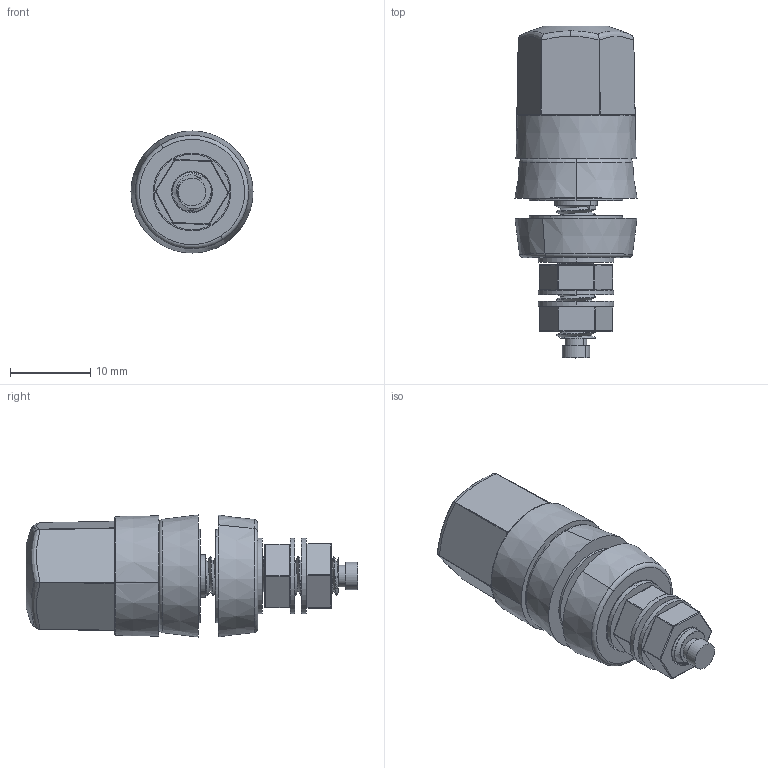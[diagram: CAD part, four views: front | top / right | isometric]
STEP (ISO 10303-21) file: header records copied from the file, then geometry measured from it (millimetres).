
FILE_DESCRIPTION(('FreeCAD Model'),'2;1');
FILE_NAME('Open CASCADE Shape Model','2025-04-30T05:54:35',('FreeCAD'),( 'FreeCAD'),'Open CASCADE STEP processor 7.6','FreeCAD','Unknown');
FILE_SCHEMA(('AUTOMOTIVE_DESIGN { 1 0 10303 214 1 1 1 1 }'));
Length unit declared in the file: millimetre
Products named in the file (1): Open CASCADE STEP translator 7.6 1
Bounding box: 15.2 x 41.31 x 15.2 mm (x, y, z)
Volume: 3351 mm3; surface area: 4212.6 mm2
Topology: 8 solids, 11 shells, 296 faces, 669 edges, 397 vertices
Faces by surface type: cylinder 135, bspline 88, plane 59, cone 10, torus 4
Entity records: 12751 total; most frequent: CARTESIAN_POINT 6851, ORIENTED_EDGE 1316, DIRECTION 1124, EDGE_CURVE 661, AXIS2_PLACEMENT_3D 453, VERTEX_POINT 397, FACE_BOUND 323, EDGE_LOOP 323
